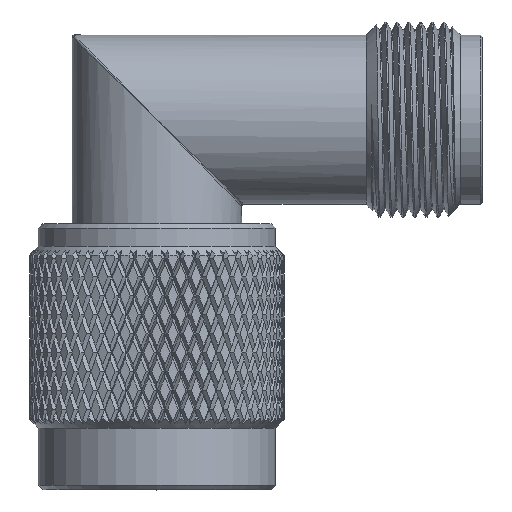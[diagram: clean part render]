
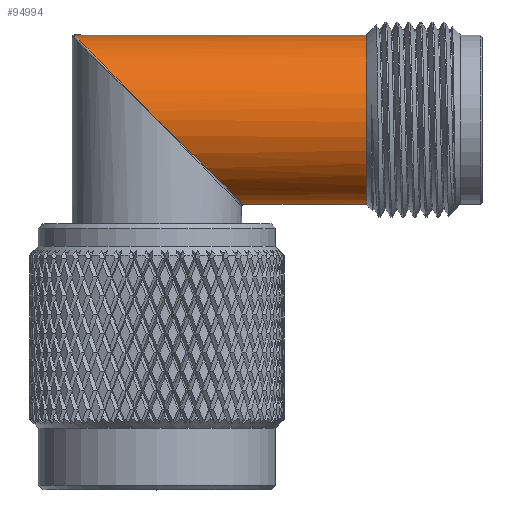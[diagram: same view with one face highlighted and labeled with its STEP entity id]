
A CAD part, top view. The second image highlights one B-rep face of the part: STEP entity #94994.
In plain terms, the highlighted cylindrical face has radius 4.826 mm (diameter 9.652 mm), a full revolution.
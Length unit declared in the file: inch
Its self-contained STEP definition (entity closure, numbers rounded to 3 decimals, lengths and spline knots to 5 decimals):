
#5393 = CARTESIAN_POINT ( 'NONE',  ( 0., 0., -0.19 ) ) ;
#5471 = CARTESIAN_POINT ( 'NONE',  ( 0.47, 0.1756, 0.07255 ) ) ;
#9578 =( BOUNDED_CURVE ( )  B_SPLINE_CURVE ( 3, ( #41170, #85561, #92084, #52488 ),
 .UNSPECIFIED., .F., .T. ) 
 B_SPLINE_CURVE_WITH_KNOTS ( ( 4, 4 ),
 ( 4.71239, 7.85398 ),
 .UNSPECIFIED. ) 
 CURVE ( )  GEOMETRIC_REPRESENTATION_ITEM ( )  RATIONAL_B_SPLINE_CURVE ( ( 1., 0.333, 0.333, 1. ) ) 
 REPRESENTATION_ITEM ( '' )  );
#13324 = CARTESIAN_POINT ( 'NONE',  ( 0., 0., 0.19 ) ) ;
#25632 = EDGE_CURVE ( 'NONE', #79666, #79666, #97882, .T. ) ;
#28234 = ORIENTED_EDGE ( 'NONE', *, *, #25632, .F. ) ;
#34021 = DIRECTION ( 'NONE',  ( 1., 0., 0. ) ) ;
#34209 = DIRECTION ( 'NONE',  ( 1., 0., 0. ) ) ;
#35847 = ORIENTED_EDGE ( 'NONE', *, *, #71282, .T. ) ;
#41170 = CARTESIAN_POINT ( 'NONE',  ( 0., 0., -0.19 ) ) ;
#41814 = DIRECTION ( 'NONE',  ( 0., 0., -1. ) ) ;
#42149 = CARTESIAN_POINT ( 'NONE',  ( 0.47, 0., 0. ) ) ;
#42342 = CYLINDRICAL_SURFACE ( 'NONE', #95793, 0.19 ) ;
#44186 =( BOUNDED_CURVE ( )  B_SPLINE_CURVE ( 3, ( #94792, #95321, #79586, #5393 ),
 .UNSPECIFIED., .F., .F. ) 
 B_SPLINE_CURVE_WITH_KNOTS ( ( 4, 4 ),
 ( 1.5708, 4.71239 ),
 .UNSPECIFIED. ) 
 CURVE ( )  GEOMETRIC_REPRESENTATION_ITEM ( )  RATIONAL_B_SPLINE_CURVE ( ( 1., 0.333, 0.333, 1. ) ) 
 REPRESENTATION_ITEM ( '' )  );
#51159 = AXIS2_PLACEMENT_3D ( 'NONE', #42149, #34021, #75214 ) ;
#52488 = CARTESIAN_POINT ( 'NONE',  ( 0., 0., 0.19 ) ) ;
#56933 = EDGE_LOOP ( 'NONE', ( #28234 ) ) ;
#69180 = ORIENTED_EDGE ( 'NONE', *, *, #80810, .T. ) ;
#71282 = EDGE_CURVE ( 'NONE', #80874, #72831, #9578, .T. ) ;
#72831 = VERTEX_POINT ( 'NONE', #13324 ) ;
#75214 = DIRECTION ( 'NONE',  ( 0., 0.924, 0.382 ) ) ;
#75928 = CARTESIAN_POINT ( 'NONE',  ( -0.42194, 0., 0. ) ) ;
#79586 = CARTESIAN_POINT ( 'NONE',  ( 0.39, -0.38, -0.19 ) ) ;
#79666 = VERTEX_POINT ( 'NONE', #5471 ) ;
#80810 = EDGE_CURVE ( 'NONE', #72831, #80874, #44186, .T. ) ;
#80874 = VERTEX_POINT ( 'NONE', #90418 ) ;
#83556 = EDGE_LOOP ( 'NONE', ( #69180, #35847 ) ) ;
#85124 = FACE_OUTER_BOUND ( 'NONE', #56933, .T. ) ;
#85561 = CARTESIAN_POINT ( 'NONE',  ( -0.37, 0.38, -0.19 ) ) ;
#90418 = CARTESIAN_POINT ( 'NONE',  ( 0., 0., -0.19 ) ) ;
#92084 = CARTESIAN_POINT ( 'NONE',  ( -0.37, 0.38, 0.19 ) ) ;
#94792 = CARTESIAN_POINT ( 'NONE',  ( 0., 0., 0.19 ) ) ;
#94994 = ADVANCED_FACE ( 'NONE', ( #100833, #85124 ), #42342, .T. ) ;
#95321 = CARTESIAN_POINT ( 'NONE',  ( 0.39, -0.38, 0.19 ) ) ;
#95793 = AXIS2_PLACEMENT_3D ( 'NONE', #75928, #34209, #41814 ) ;
#97882 = CIRCLE ( 'NONE', #51159, 0.19 ) ;
#100833 = FACE_OUTER_BOUND ( 'NONE', #83556, .T. ) ;
